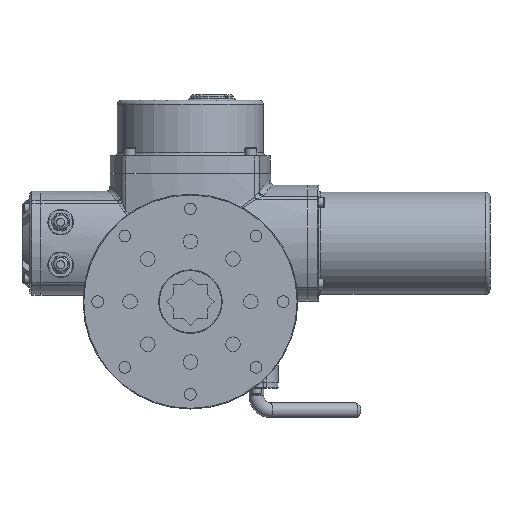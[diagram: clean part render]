
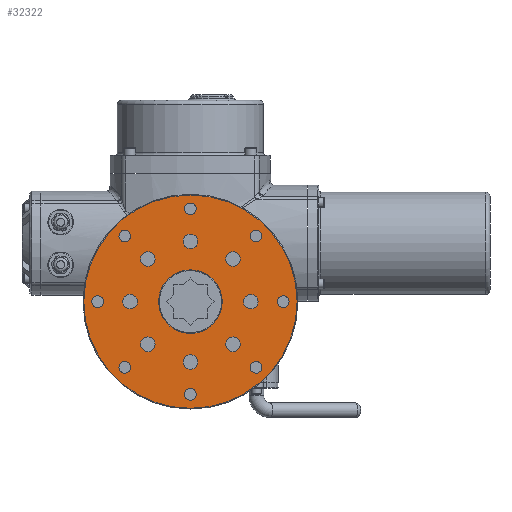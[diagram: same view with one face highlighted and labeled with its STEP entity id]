
A CAD part, front view. The second image highlights one B-rep face of the part: STEP entity #32322.
In plain terms, the highlighted planar face has unit normal (0, -1, 0).
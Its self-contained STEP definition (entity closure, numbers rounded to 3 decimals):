
#1104=FACE_BOUND('',#10974,.T.);
#1105=FACE_BOUND('',#10975,.T.);
#1106=FACE_BOUND('',#10976,.T.);
#1107=FACE_BOUND('',#10977,.T.);
#1108=FACE_BOUND('',#10978,.T.);
#1109=FACE_BOUND('',#10979,.T.);
#1110=FACE_BOUND('',#10980,.T.);
#1111=FACE_BOUND('',#10981,.T.);
#1112=FACE_BOUND('',#10982,.T.);
#1113=FACE_BOUND('',#10983,.T.);
#1114=FACE_BOUND('',#10984,.T.);
#1115=FACE_BOUND('',#10985,.T.);
#1116=FACE_BOUND('',#10986,.T.);
#1117=FACE_BOUND('',#10987,.T.);
#1118=FACE_BOUND('',#10988,.T.);
#1119=FACE_BOUND('',#10989,.T.);
#1120=FACE_BOUND('',#10990,.T.);
#1867=PLANE('',#34744);
#9081=FACE_OUTER_BOUND('',#10973,.T.);
#10973=EDGE_LOOP('',(#27475));
#10974=EDGE_LOOP('',(#27476));
#10975=EDGE_LOOP('',(#27477));
#10976=EDGE_LOOP('',(#27478));
#10977=EDGE_LOOP('',(#27479));
#10978=EDGE_LOOP('',(#27480));
#10979=EDGE_LOOP('',(#27481));
#10980=EDGE_LOOP('',(#27482));
#10981=EDGE_LOOP('',(#27483));
#10982=EDGE_LOOP('',(#27484));
#10983=EDGE_LOOP('',(#27485));
#10984=EDGE_LOOP('',(#27486));
#10985=EDGE_LOOP('',(#27487));
#10986=EDGE_LOOP('',(#27488));
#10987=EDGE_LOOP('',(#27489));
#10988=EDGE_LOOP('',(#27490));
#10989=EDGE_LOOP('',(#27491));
#10990=EDGE_LOOP('',(#27492));
#12173=CIRCLE('',#34740,146.);
#12176=CIRCLE('',#34745,8.);
#12177=CIRCLE('',#34746,10.);
#12178=CIRCLE('',#34747,8.);
#12179=CIRCLE('',#34748,8.);
#12180=CIRCLE('',#34749,8.);
#12181=CIRCLE('',#34750,8.);
#12182=CIRCLE('',#34751,8.);
#12183=CIRCLE('',#34752,8.);
#12184=CIRCLE('',#34753,8.);
#12185=CIRCLE('',#34754,10.);
#12186=CIRCLE('',#34755,10.);
#12187=CIRCLE('',#34756,10.);
#12188=CIRCLE('',#34757,10.);
#12189=CIRCLE('',#34758,10.);
#12190=CIRCLE('',#34759,43.5);
#12191=CIRCLE('',#34760,10.);
#12192=CIRCLE('',#34761,10.);
#14924=VERTEX_POINT('',#68323);
#14926=VERTEX_POINT('',#68332);
#14927=VERTEX_POINT('',#68334);
#14928=VERTEX_POINT('',#68336);
#14929=VERTEX_POINT('',#68338);
#14930=VERTEX_POINT('',#68340);
#14931=VERTEX_POINT('',#68342);
#14932=VERTEX_POINT('',#68344);
#14933=VERTEX_POINT('',#68346);
#14934=VERTEX_POINT('',#68348);
#14935=VERTEX_POINT('',#68350);
#14936=VERTEX_POINT('',#68352);
#14937=VERTEX_POINT('',#68354);
#14938=VERTEX_POINT('',#68356);
#14939=VERTEX_POINT('',#68358);
#14940=VERTEX_POINT('',#68360);
#14941=VERTEX_POINT('',#68362);
#14942=VERTEX_POINT('',#68364);
#19181=EDGE_CURVE('',#14924,#14924,#12173,.T.);
#19185=EDGE_CURVE('',#14926,#14926,#12176,.T.);
#19186=EDGE_CURVE('',#14927,#14927,#12177,.T.);
#19187=EDGE_CURVE('',#14928,#14928,#12178,.T.);
#19188=EDGE_CURVE('',#14929,#14929,#12179,.T.);
#19189=EDGE_CURVE('',#14930,#14930,#12180,.T.);
#19190=EDGE_CURVE('',#14931,#14931,#12181,.T.);
#19191=EDGE_CURVE('',#14932,#14932,#12182,.T.);
#19192=EDGE_CURVE('',#14933,#14933,#12183,.T.);
#19193=EDGE_CURVE('',#14934,#14934,#12184,.T.);
#19194=EDGE_CURVE('',#14935,#14935,#12185,.T.);
#19195=EDGE_CURVE('',#14936,#14936,#12186,.T.);
#19196=EDGE_CURVE('',#14937,#14937,#12187,.T.);
#19197=EDGE_CURVE('',#14938,#14938,#12188,.T.);
#19198=EDGE_CURVE('',#14939,#14939,#12189,.T.);
#19199=EDGE_CURVE('',#14940,#14940,#12190,.T.);
#19200=EDGE_CURVE('',#14941,#14941,#12191,.T.);
#19201=EDGE_CURVE('',#14942,#14942,#12192,.T.);
#27475=ORIENTED_EDGE('',*,*,#19181,.F.);
#27476=ORIENTED_EDGE('',*,*,#19185,.F.);
#27477=ORIENTED_EDGE('',*,*,#19186,.F.);
#27478=ORIENTED_EDGE('',*,*,#19187,.F.);
#27479=ORIENTED_EDGE('',*,*,#19188,.F.);
#27480=ORIENTED_EDGE('',*,*,#19189,.F.);
#27481=ORIENTED_EDGE('',*,*,#19190,.F.);
#27482=ORIENTED_EDGE('',*,*,#19191,.F.);
#27483=ORIENTED_EDGE('',*,*,#19192,.F.);
#27484=ORIENTED_EDGE('',*,*,#19193,.F.);
#27485=ORIENTED_EDGE('',*,*,#19194,.F.);
#27486=ORIENTED_EDGE('',*,*,#19195,.F.);
#27487=ORIENTED_EDGE('',*,*,#19196,.F.);
#27488=ORIENTED_EDGE('',*,*,#19197,.F.);
#27489=ORIENTED_EDGE('',*,*,#19198,.F.);
#27490=ORIENTED_EDGE('',*,*,#19199,.F.);
#27491=ORIENTED_EDGE('',*,*,#19200,.F.);
#27492=ORIENTED_EDGE('',*,*,#19201,.F.);
#32322=ADVANCED_FACE('',(#9081,#1104,#1105,#1106,#1107,#1108,#1109,#1110,
#1111,#1112,#1113,#1114,#1115,#1116,#1117,#1118,#1119,#1120),#1867,.F.);
#34740=AXIS2_PLACEMENT_3D('',#68325,#41096,#41097);
#34744=AXIS2_PLACEMENT_3D('',#68331,#41105,#41106);
#34745=AXIS2_PLACEMENT_3D('',#68333,#41107,#41108);
#34746=AXIS2_PLACEMENT_3D('',#68335,#41109,#41110);
#34747=AXIS2_PLACEMENT_3D('',#68337,#41111,#41112);
#34748=AXIS2_PLACEMENT_3D('',#68339,#41113,#41114);
#34749=AXIS2_PLACEMENT_3D('',#68341,#41115,#41116);
#34750=AXIS2_PLACEMENT_3D('',#68343,#41117,#41118);
#34751=AXIS2_PLACEMENT_3D('',#68345,#41119,#41120);
#34752=AXIS2_PLACEMENT_3D('',#68347,#41121,#41122);
#34753=AXIS2_PLACEMENT_3D('',#68349,#41123,#41124);
#34754=AXIS2_PLACEMENT_3D('',#68351,#41125,#41126);
#34755=AXIS2_PLACEMENT_3D('',#68353,#41127,#41128);
#34756=AXIS2_PLACEMENT_3D('',#68355,#41129,#41130);
#34757=AXIS2_PLACEMENT_3D('',#68357,#41131,#41132);
#34758=AXIS2_PLACEMENT_3D('',#68359,#41133,#41134);
#34759=AXIS2_PLACEMENT_3D('',#68361,#41135,#41136);
#34760=AXIS2_PLACEMENT_3D('',#68363,#41137,#41138);
#34761=AXIS2_PLACEMENT_3D('',#68365,#41139,#41140);
#41096=DIRECTION('center_axis',(0.,1.,0.));
#41097=DIRECTION('ref_axis',(1.,0.,0.));
#41105=DIRECTION('center_axis',(0.,1.,0.));
#41106=DIRECTION('ref_axis',(0.,0.,1.));
#41107=DIRECTION('center_axis',(0.,-1.,0.));
#41108=DIRECTION('ref_axis',(1.,0.,0.));
#41109=DIRECTION('center_axis',(0.,-1.,0.));
#41110=DIRECTION('ref_axis',(1.,0.,0.));
#41111=DIRECTION('center_axis',(0.,-1.,0.));
#41112=DIRECTION('ref_axis',(1.,0.,0.));
#41113=DIRECTION('center_axis',(0.,-1.,0.));
#41114=DIRECTION('ref_axis',(1.,0.,0.));
#41115=DIRECTION('center_axis',(0.,-1.,0.));
#41116=DIRECTION('ref_axis',(1.,0.,0.));
#41117=DIRECTION('center_axis',(0.,-1.,0.));
#41118=DIRECTION('ref_axis',(1.,0.,0.));
#41119=DIRECTION('center_axis',(0.,-1.,0.));
#41120=DIRECTION('ref_axis',(1.,0.,0.));
#41121=DIRECTION('center_axis',(0.,-1.,0.));
#41122=DIRECTION('ref_axis',(1.,0.,0.));
#41123=DIRECTION('center_axis',(0.,-1.,0.));
#41124=DIRECTION('ref_axis',(1.,0.,0.));
#41125=DIRECTION('center_axis',(0.,-1.,0.));
#41126=DIRECTION('ref_axis',(1.,0.,0.));
#41127=DIRECTION('center_axis',(0.,-1.,0.));
#41128=DIRECTION('ref_axis',(1.,0.,0.));
#41129=DIRECTION('center_axis',(0.,-1.,0.));
#41130=DIRECTION('ref_axis',(1.,0.,0.));
#41131=DIRECTION('center_axis',(0.,-1.,0.));
#41132=DIRECTION('ref_axis',(1.,0.,0.));
#41133=DIRECTION('center_axis',(0.,-1.,0.));
#41134=DIRECTION('ref_axis',(1.,0.,0.));
#41135=DIRECTION('center_axis',(0.,-1.,0.));
#41136=DIRECTION('ref_axis',(1.,0.,0.));
#41137=DIRECTION('center_axis',(0.,-1.,0.));
#41138=DIRECTION('ref_axis',(1.,0.,0.));
#41139=DIRECTION('center_axis',(0.,-1.,0.));
#41140=DIRECTION('ref_axis',(1.,0.,0.));
#68323=CARTESIAN_POINT('',(0.,0.,-146.));
#68325=CARTESIAN_POINT('Origin',(0.,0.,0.));
#68331=CARTESIAN_POINT('Origin',(0.,0.,0.));
#68332=CARTESIAN_POINT('',(81.803,0.,-89.803));
#68333=CARTESIAN_POINT('Origin',(89.803,0.,-89.803));
#68334=CARTESIAN_POINT('',(48.336,0.,-58.336));
#68335=CARTESIAN_POINT('Origin',(58.336,0.,-58.336));
#68336=CARTESIAN_POINT('',(119.,0.,0.));
#68337=CARTESIAN_POINT('Origin',(127.,0.,0.));
#68338=CARTESIAN_POINT('',(81.803,0.,89.803));
#68339=CARTESIAN_POINT('Origin',(89.803,0.,89.803));
#68340=CARTESIAN_POINT('',(-8.,0.,127.));
#68341=CARTESIAN_POINT('Origin',(0.,0.,127.));
#68342=CARTESIAN_POINT('',(-97.803,0.,89.803));
#68343=CARTESIAN_POINT('Origin',(-89.803,0.,89.803));
#68344=CARTESIAN_POINT('',(-135.,0.,0.));
#68345=CARTESIAN_POINT('Origin',(-127.,0.,0.));
#68346=CARTESIAN_POINT('',(-97.803,0.,-89.803));
#68347=CARTESIAN_POINT('Origin',(-89.803,0.,-89.803));
#68348=CARTESIAN_POINT('',(-8.,0.,-127.));
#68349=CARTESIAN_POINT('Origin',(0.,0.,-127.));
#68350=CARTESIAN_POINT('',(72.5,0.,0.));
#68351=CARTESIAN_POINT('Origin',(82.5,0.,0.));
#68352=CARTESIAN_POINT('',(48.336,0.,58.336));
#68353=CARTESIAN_POINT('Origin',(58.336,0.,58.336));
#68354=CARTESIAN_POINT('',(-10.,0.,82.5));
#68355=CARTESIAN_POINT('Origin',(0.,0.,82.5));
#68356=CARTESIAN_POINT('',(-68.336,0.,58.336));
#68357=CARTESIAN_POINT('Origin',(-58.336,0.,58.336));
#68358=CARTESIAN_POINT('',(-92.5,0.,0.));
#68359=CARTESIAN_POINT('Origin',(-82.5,0.,0.));
#68360=CARTESIAN_POINT('',(-43.5,0.,0.));
#68361=CARTESIAN_POINT('Origin',(0.,0.,0.));
#68362=CARTESIAN_POINT('',(-10.,0.,-82.5));
#68363=CARTESIAN_POINT('Origin',(0.,0.,-82.5));
#68364=CARTESIAN_POINT('',(-68.336,0.,-58.336));
#68365=CARTESIAN_POINT('Origin',(-58.336,0.,-58.336));
